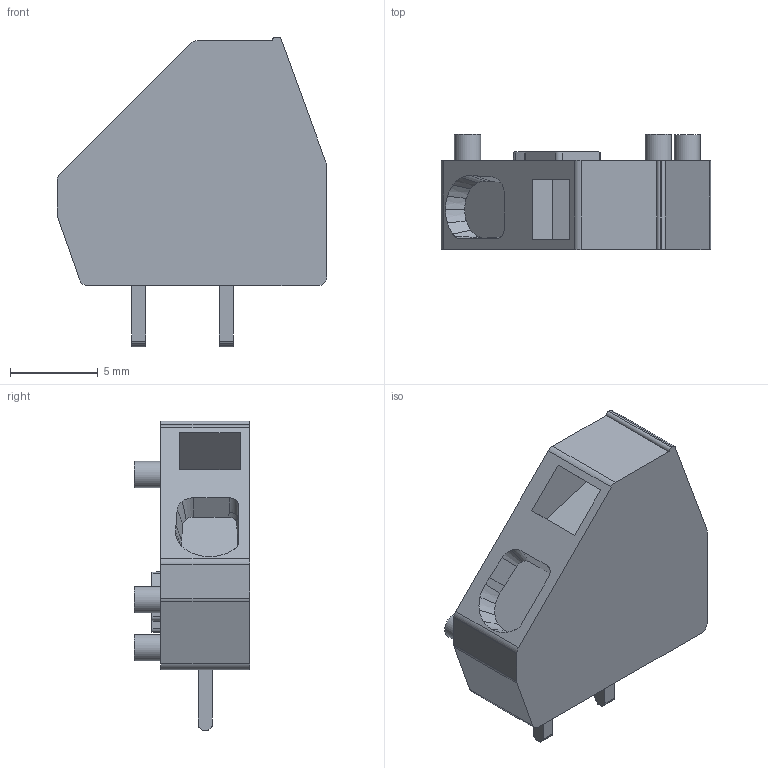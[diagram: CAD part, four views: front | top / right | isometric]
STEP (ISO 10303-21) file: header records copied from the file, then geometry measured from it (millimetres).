
FILE_DESCRIPTION(/* description */ ('Unknown'),/* implementation_level */ '2;1');
FILE_NAME(/* name */ 'SQECD_3D SOLID',/* time_stamp */ '2024-06-21T10:09:41+06:00',/* author */ ('Unknown'),/* organization */ ('Unknown'),/* preprocessor_version */ 'ST-DEVELOPER v16.7',/* originating_system */ 'Solid Edge',/* authorisation */ 'Unknown');
FILE_SCHEMA (('AUTOMOTIVE_DESIGN {1 0 10303 214 3 1 1}'));
Length unit declared in the file: millimetre
Products named in the file (1): SQECD_3D SOLID
Bounding box: 15.4 x 6.58 x 17.7 mm (x, y, z)
Volume: 856.4 mm3; surface area: 701.7 mm2
Topology: 1 solids, 1 shells, 92 faces, 249 edges, 167 vertices
Faces by surface type: plane 46, cylinder 23, cone 16, bspline 7
Full cylindrical faces by diameter (mm): 1.5 x3
Entity records: 3650 total; most frequent: CARTESIAN_POINT 664, ORIENTED_EDGE 486, DIRECTION 480, EDGE_CURVE 243, AXIS2_PLACEMENT_3D 168, VERTEX_POINT 164, LINE 144, VECTOR 144
